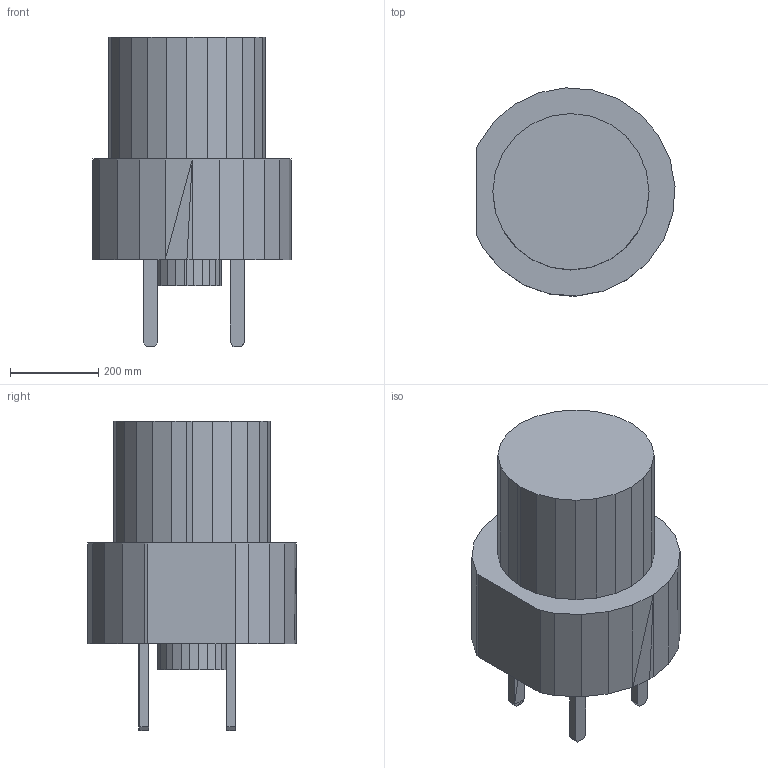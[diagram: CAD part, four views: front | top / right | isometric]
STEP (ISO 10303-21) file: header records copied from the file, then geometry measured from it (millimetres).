
FILE_DESCRIPTION(('FreeCAD Model'),'2;1');
FILE_NAME('D6R30 F1 LFS.step','2018-03-16T18:51:54',('kicad StepUp' ),('ksu MCAD'),'Open CASCADE STEP processor 6.8','FreeCAD','Unknown' );
FILE_SCHEMA(('AUTOMOTIVE_DESIGN_CC2 { 1 2 10303 214 -1 1 5 4 }'));
Length unit declared in the file: millimetre
Products named in the file (2): ASSEMBLY; Mesh002
Assembly tree (1 placements, depth 2):
  ASSEMBLY
    Mesh002
Bounding box: 448.82 x 471.82 x 700.79 mm (x, y, z)
Surface area: 1103807.8 mm2 (no closed solid volume)
Topology: 0 solids, 1 shells, 128 faces, 392 edges, 261 vertices
Faces by surface type: plane 128
Entity records: 4283 total; most frequent: CARTESIAN_POINT 783, ORIENTED_EDGE 704, DIRECTION 652, EDGE_CURVE 392, LINE 392, VECTOR 392, VERTEX_POINT 261, FACE_BOUND 141
